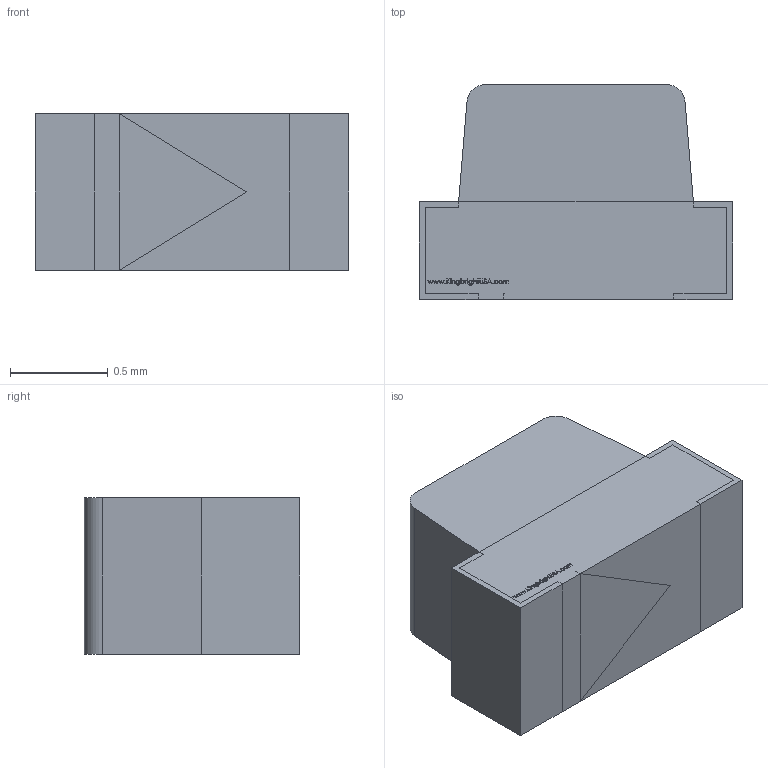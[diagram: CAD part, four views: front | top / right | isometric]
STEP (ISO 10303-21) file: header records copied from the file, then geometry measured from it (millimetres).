
FILE_DESCRIPTION(('FreeCAD Model'),'2;1');
FILE_NAME('LED_1608m_Yellow.step', '2018-03-26T15:19:28',('Author'),(''), 'Open CASCADE STEP processor 6.8','FreeCAD','Unknown');
FILE_SCHEMA(('AUTOMOTIVE_DESIGN_CC2 { 1 2 10303 214 -1 1 5 4 }'));
Length unit declared in the file: millimetre
Products named in the file (6): ASSEMBLY; AP1608; AP1611; AP1610; AP1612; AP1609
Assembly tree (5 placements, depth 2):
  ASSEMBLY
    AP1608
    AP1611
    AP1610
    AP1612
    AP1609
Bounding box: 1.6 x 1.1 x 0.8 mm (x, y, z)
Volume: 1.2 mm3; surface area: 12.7 mm2
Topology: 5 solids, 5 shells, 330 faces, 876 edges, 584 vertices
Faces by surface type: plane 212, bspline 116, cylinder 2
Entity records: 37311 total; most frequent: CARTESIAN_POINT 18844, DIRECTION 2366, LINE 1916, VECTOR 1916, ORIENTED_EDGE 1752, PCURVE 1752, DEFINITIONAL_REPRESENTATION 1752, EDGE_CURVE 876
